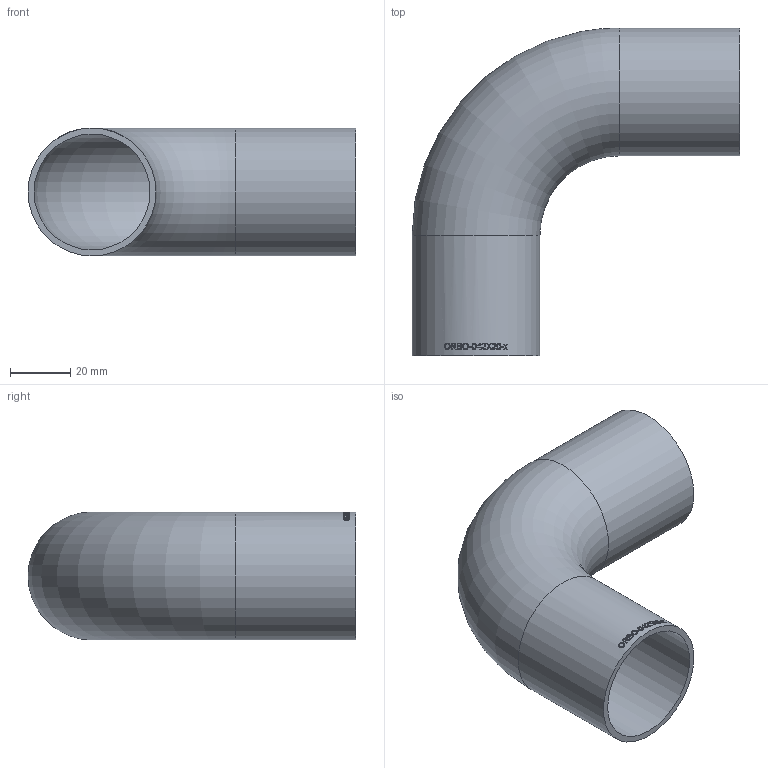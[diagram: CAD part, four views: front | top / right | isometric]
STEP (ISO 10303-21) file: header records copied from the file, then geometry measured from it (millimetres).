
FILE_DESCRIPTION (( 'STEP AP214' ), '1' );
FILE_NAME ('ORBO-042X20-x Bogen orbital Iso 2004.STEP', '2020-04-09T10:18:53', ( '' ), ( '' ), 'SwSTEP 2.0', 'SolidWorks 2019', '' );
FILE_SCHEMA (( 'AUTOMOTIVE_DESIGN' ));
Length unit declared in the file: millimetre
Products named in the file (1): ORBO-042X20-x Bogen orbital Iso 2004
Bounding box: 108.7 x 108.7 x 42.4 mm (x, y, z)
Volume: 39244.9 mm3; surface area: 39758.7 mm2
Topology: 1 solids, 1 shells, 182 faces, 477 edges, 317 vertices
Faces by surface type: bspline 101, plane 54, cylinder 25, torus 2
Full cylindrical faces by diameter (mm): 38.4 x2, 42.4 x2
Entity records: 18598 total; most frequent: CARTESIAN_POINT 13152, ORIENTED_EDGE 934, EDGE_CURVE 467, DIRECTION 386, B_SPLINE_CURVE_WITH_KNOTS 321, VERTEX_POINT 314, EDGE_LOOP 211, FACE_OUTER_BOUND 188
